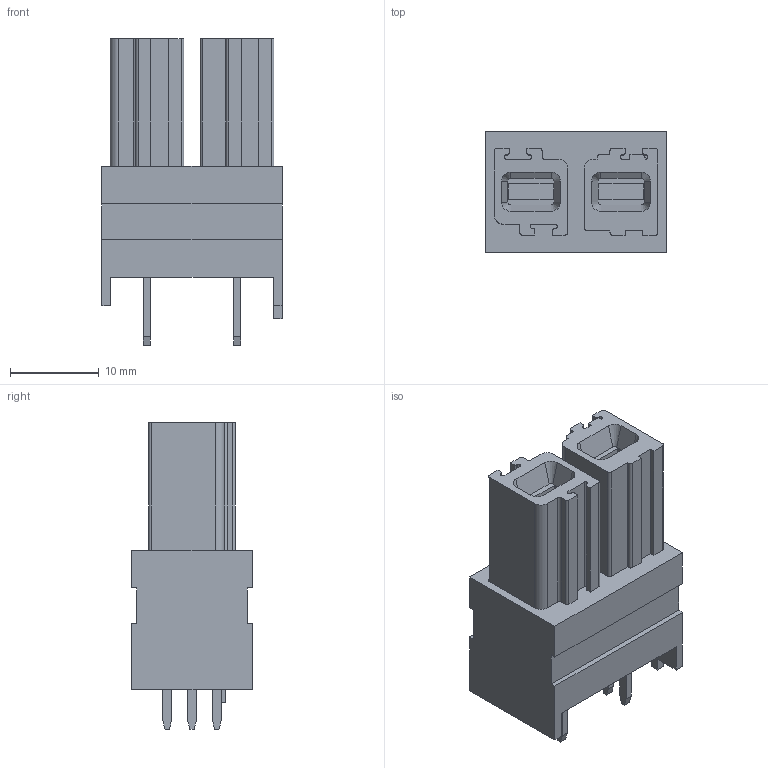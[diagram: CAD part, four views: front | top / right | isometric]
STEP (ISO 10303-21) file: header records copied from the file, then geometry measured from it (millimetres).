
FILE_DESCRIPTION(('CATIA V5 STEP Exchange','CAx-IF Rec.Pracs.--- Model Styling and Organization---1.2---2011-12-15'),'2;1');
FILE_NAME ('D1450619_0_1289000000_1289000000.stp','2018-09-11T05:50:55+00:00',('none'),('Weidmueller'),'CATIA Version 5-6 Release 2014','CATIA V5 STEP AP214','none');
FILE_SCHEMA(('AUTOMOTIVE_DESIGN { 1 0 10303 214 1 1 1 1 }'));
Length unit declared in the file: millimetre
Products named in the file (1): 1289000000
Bounding box: 20.32 x 13.6 x 34.6 mm (x, y, z)
Volume: 5387.3 mm3; surface area: 3142 mm2
Topology: 3 solids, 3 shells, 184 faces, 516 edges, 344 vertices
Faces by surface type: plane 142, cylinder 34, cone 8
Entity records: 5557 total; most frequent: ORIENTED_EDGE 1032, CARTESIAN_POINT 991, DIRECTION 776, EDGE_CURVE 516, VECTOR 432, LINE 432, VERTEX_POINT 344, AXIS2_PLACEMENT_3D 215
